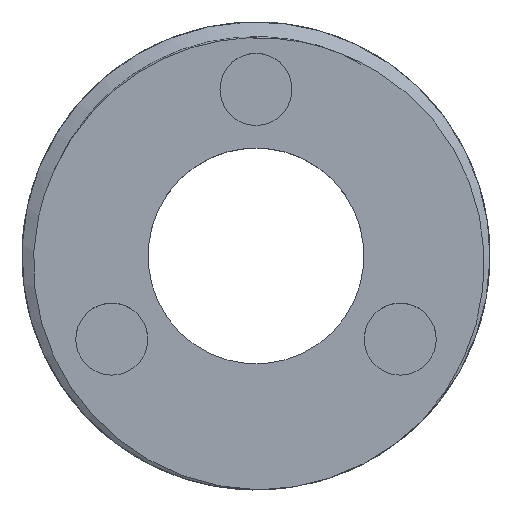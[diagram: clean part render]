
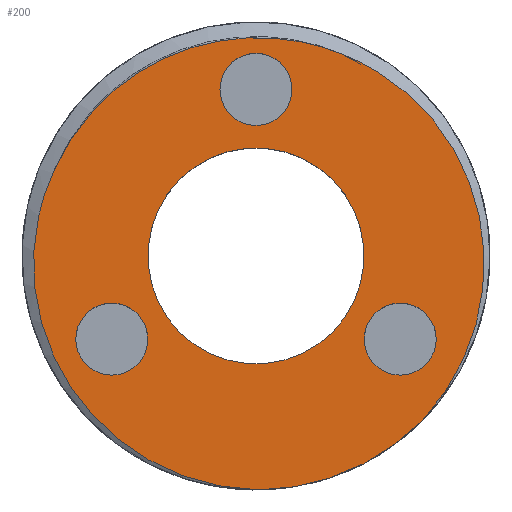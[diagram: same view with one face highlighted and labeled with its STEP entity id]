
A CAD part, top view. The second image highlights one B-rep face of the part: STEP entity #200.
In plain terms, the highlighted planar face has unit normal (0, 0, 1).
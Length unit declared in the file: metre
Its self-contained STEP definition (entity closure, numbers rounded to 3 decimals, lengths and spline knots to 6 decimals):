
#14=B_SPLINE_CURVE_WITH_KNOTS('',3,(#746,#747,#748,#749,#750,#751,#752,
#753),.UNSPECIFIED.,.F.,.F.,(4,1,1,1,1,4),(0.041873,0.046618,
0.051362,0.056107,0.058479,0.060852),
 .UNSPECIFIED.);
#16=B_SPLINE_CURVE_WITH_KNOTS('',3,(#933,#934,#935,#936,#937,#938,#939,
#940),.UNSPECIFIED.,.F.,.F.,(4,1,1,1,1,4),(0.049102,0.055351,
0.0616,0.067849,0.070974,0.074098),
 .UNSPECIFIED.);
#18=B_SPLINE_CURVE_WITH_KNOTS('',3,(#1030,#1031,#1032,#1033,#1034,#1035,
#1036),.UNSPECIFIED.,.F.,.F.,(4,1,1,1,4),(0.053073,0.059265,
0.065457,0.071649,0.077841),.UNSPECIFIED.);
#23=PLANE('',#230);
#50=ORIENTED_EDGE('',*,*,#92,.F.);
#51=ORIENTED_EDGE('',*,*,#93,.F.);
#52=ORIENTED_EDGE('',*,*,#94,.F.);
#53=ORIENTED_EDGE('',*,*,#80,.T.);
#54=ORIENTED_EDGE('',*,*,#91,.T.);
#55=ORIENTED_EDGE('',*,*,#86,.T.);
#56=ORIENTED_EDGE('',*,*,#89,.T.);
#57=ORIENTED_EDGE('',*,*,#95,.F.);
#80=EDGE_CURVE('',#104,#103,#121,.T.);
#86=EDGE_CURVE('',#110,#109,#14,.F.);
#89=EDGE_CURVE('',#109,#104,#16,.F.);
#91=EDGE_CURVE('',#103,#110,#18,.T.);
#92=EDGE_CURVE('',#111,#111,#124,.T.);
#93=EDGE_CURVE('',#112,#112,#125,.T.);
#94=EDGE_CURVE('',#113,#113,#126,.T.);
#95=EDGE_CURVE('',#114,#114,#127,.T.);
#103=VERTEX_POINT('',#394);
#104=VERTEX_POINT('',#396);
#109=VERTEX_POINT('',#745);
#110=VERTEX_POINT('',#754);
#111=VERTEX_POINT('',#1039);
#112=VERTEX_POINT('',#1041);
#113=VERTEX_POINT('',#1043);
#114=VERTEX_POINT('',#1045);
#121=CIRCLE('',#226,0.013);
#124=CIRCLE('',#231,0.002);
#125=CIRCLE('',#232,0.002);
#126=CIRCLE('',#233,0.002);
#127=CIRCLE('',#234,0.006);
#139=EDGE_LOOP('',(#50));
#140=EDGE_LOOP('',(#51));
#141=EDGE_LOOP('',(#52));
#142=EDGE_LOOP('',(#53,#54,#55,#56));
#143=EDGE_LOOP('',(#57));
#167=FACE_BOUND('',#139,.T.);
#168=FACE_BOUND('',#140,.T.);
#169=FACE_BOUND('',#141,.T.);
#170=FACE_BOUND('',#142,.T.);
#171=FACE_BOUND('',#143,.T.);
#200=ADVANCED_FACE('',(#167,#168,#169,#170,#171),#23,.F.);
#226=AXIS2_PLACEMENT_3D('',#395,#256,#257);
#230=AXIS2_PLACEMENT_3D('',#1037,#264,#265);
#231=AXIS2_PLACEMENT_3D('',#1038,#266,#267);
#232=AXIS2_PLACEMENT_3D('',#1040,#268,#269);
#233=AXIS2_PLACEMENT_3D('',#1042,#270,#271);
#234=AXIS2_PLACEMENT_3D('',#1044,#272,#273);
#256=DIRECTION('',(0.,0.,1.));
#257=DIRECTION('',(0.707,-0.707,0.));
#264=DIRECTION('',(0.,0.,-1.));
#265=DIRECTION('',(-0.707,0.707,0.));
#266=DIRECTION('',(0.,0.,1.));
#267=DIRECTION('',(1.,0.,0.));
#268=DIRECTION('',(0.,0.,1.));
#269=DIRECTION('',(1.,0.,0.));
#270=DIRECTION('',(0.,0.,1.));
#271=DIRECTION('',(1.,0.,0.));
#272=DIRECTION('',(0.,0.,1.));
#273=DIRECTION('',(0.707,-0.707,0.));
#394=CARTESIAN_POINT('',(0.009192,-0.009192,0.025807));
#395=CARTESIAN_POINT('',(0.,0.,0.025807));
#396=CARTESIAN_POINT('',(0.000119,-0.012999,0.025807));
#745=CARTESIAN_POINT('',(-0.011286,0.004601,0.025807));
#746=CARTESIAN_POINT('',(-0.011286,0.004601,0.025807));
#747=CARTESIAN_POINT('',(-0.010651,0.006066,0.025807));
#748=CARTESIAN_POINT('',(-0.008819,0.008777,0.025807));
#749=CARTESIAN_POINT('',(-0.004738,0.011483,0.025807));
#750=CARTESIAN_POINT('',(-0.000731,0.012282,0.025807));
#751=CARTESIAN_POINT('',(0.002479,0.011973,0.025807));
#752=CARTESIAN_POINT('',(0.004007,0.011522,0.025807));
#753=CARTESIAN_POINT('',(0.004758,0.011221,0.025807));
#754=CARTESIAN_POINT('',(0.004758,0.011221,0.025807));
#933=CARTESIAN_POINT('',(0.000119,-0.012999,0.025807));
#934=CARTESIAN_POINT('',(-0.001943,-0.012952,0.025807));
#935=CARTESIAN_POINT('',(-0.006051,-0.011875,0.025807));
#936=CARTESIAN_POINT('',(-0.010746,-0.007515,0.025807));
#937=CARTESIAN_POINT('',(-0.012495,-0.002505,0.025807));
#938=CARTESIAN_POINT('',(-0.012313,0.001681,0.025807));
#939=CARTESIAN_POINT('',(-0.011714,0.003649,0.025807));
#940=CARTESIAN_POINT('',(-0.011286,0.004601,0.025807));
#1030=CARTESIAN_POINT('',(0.009192,-0.009192,0.025807));
#1031=CARTESIAN_POINT('',(0.010614,-0.007686,0.025807));
#1032=CARTESIAN_POINT('',(0.012685,-0.004016,0.025807));
#1033=CARTESIAN_POINT('',(0.012898,0.002329,0.025807));
#1034=CARTESIAN_POINT('',(0.010138,0.00802,0.025807));
#1035=CARTESIAN_POINT('',(0.006668,0.010484,0.025807));
#1036=CARTESIAN_POINT('',(0.004758,0.011221,0.025807));
#1037=CARTESIAN_POINT('',(0.006718,-0.006718,0.025807));
#1038=CARTESIAN_POINT('',(0.,0.00925,0.025807));
#1039=CARTESIAN_POINT('',(0.002,0.00925,0.025807));
#1040=CARTESIAN_POINT('',(-0.008011,-0.004625,0.025807));
#1041=CARTESIAN_POINT('',(-0.006011,-0.004625,0.025807));
#1042=CARTESIAN_POINT('',(0.008011,-0.004625,0.025807));
#1043=CARTESIAN_POINT('',(0.010011,-0.004625,0.025807));
#1044=CARTESIAN_POINT('',(0.,0.,0.025807));
#1045=CARTESIAN_POINT('',(0.004243,-0.004243,0.025807));
